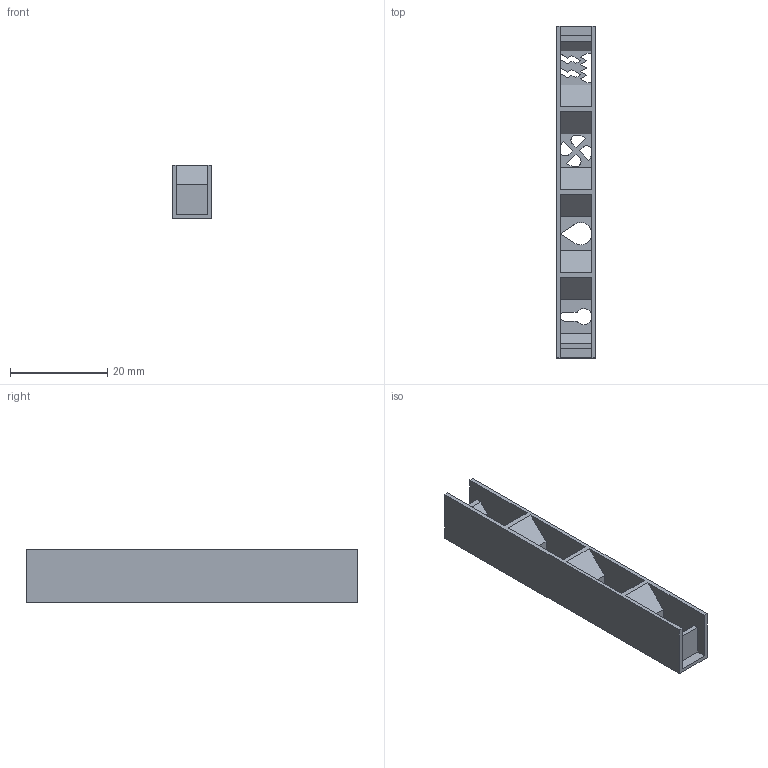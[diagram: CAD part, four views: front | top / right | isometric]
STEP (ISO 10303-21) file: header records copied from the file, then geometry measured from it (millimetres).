
FILE_DESCRIPTION(/* description */ ('Сепаратор'),/* implementation_level */ '2;1');
FILE_NAME(/* name */ 'UNIT_LIFGHT-DIFFUSER_Light_separator.step',/* time_stamp */ '2025-09-24T19:42:01+03:00',/* author */ ('user'),/* organization */ (''),/* preprocessor_version */ 'ST-DEVELOPER v19.2',/* originating_system */ 'Autodesk Inventor 2024',/* authorisation */ '');
FILE_SCHEMA (('AUTOMOTIVE_DESIGN { 1 0 10303 214 3 1 1 }'));
Length unit declared in the file: millimetre
Products named in the file (1): Light separator
Bounding box: 8.1 x 68.1 x 11 mm (x, y, z)
Volume: 3333 mm3; surface area: 3865.6 mm2
Topology: 1 solids, 1 shells, 89 faces, 267 edges, 175 vertices
Faces by surface type: plane 78, cylinder 11
Entity records: 3033 total; most frequent: ORIENTED_EDGE 534, CARTESIAN_POINT 532, DIRECTION 472, EDGE_CURVE 267, LINE 242, VECTOR 242, VERTEX_POINT 175, AXIS2_PLACEMENT_3D 115
